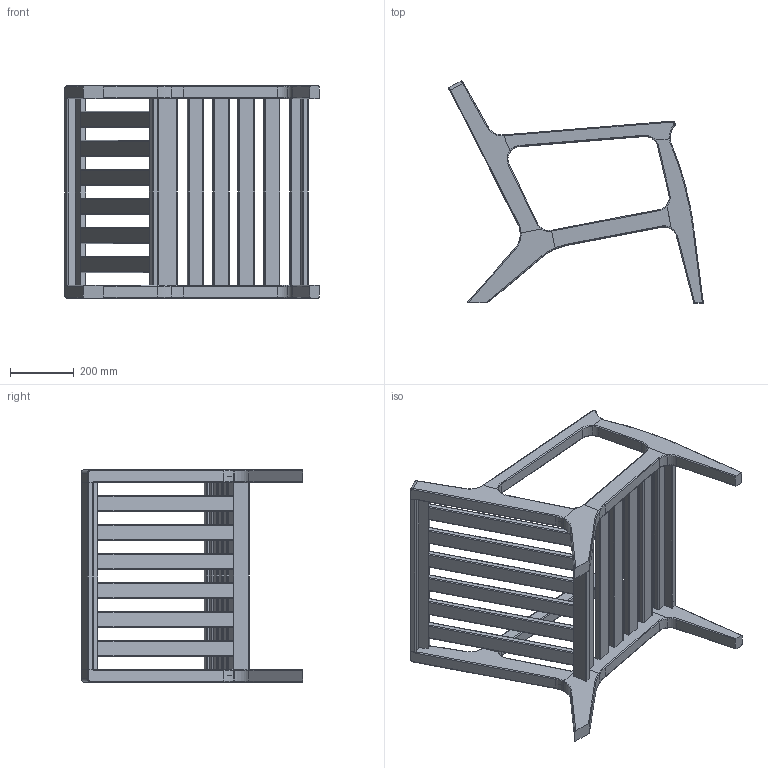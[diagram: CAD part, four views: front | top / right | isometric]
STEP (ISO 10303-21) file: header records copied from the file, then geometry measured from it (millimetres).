
FILE_DESCRIPTION (( 'STEP AP203' ), '1' );
FILE_NAME ('0. Mila stolica - sklop - 05.07.22.STEP', '2023-11-23T09:21:52', ( '' ), ( '' ), 'SwSTEP 2.0', 'SolidWorks 2023', '' );
FILE_SCHEMA (( 'CONFIG_CONTROL_DESIGN' ));
Length unit declared in the file: millimetre
Products named in the file (1): 0. Mila stolica - sklop - 05.07.22
Bounding box: 797.7 x 694.61 x 665 mm (x, y, z)
Volume: 17963908.8 mm3; surface area: 2117168.1 mm2
Topology: 23 solids, 23 shells, 909 faces, 2063 edges, 1340 vertices
Faces by surface type: cylinder 463, plane 338, torus 106, bspline 2
Entity records: 27699 total; most frequent: CARTESIAN_POINT 6749, DIRECTION 4621, ORIENTED_EDGE 4126, EDGE_CURVE 2063, AXIS2_PLACEMENT_3D 1857, VERTEX_POINT 1340, EDGE_LOOP 1053, CIRCLE 949
